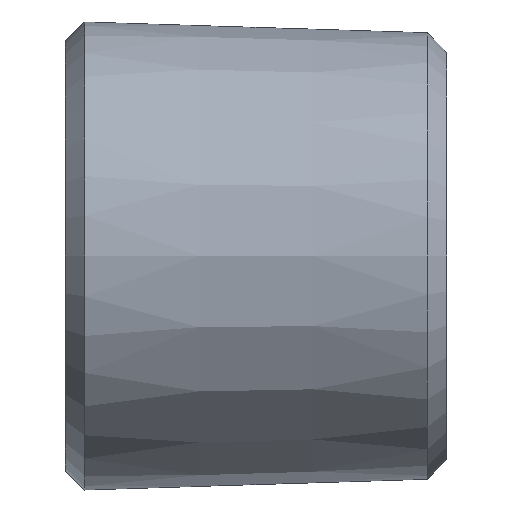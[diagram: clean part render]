
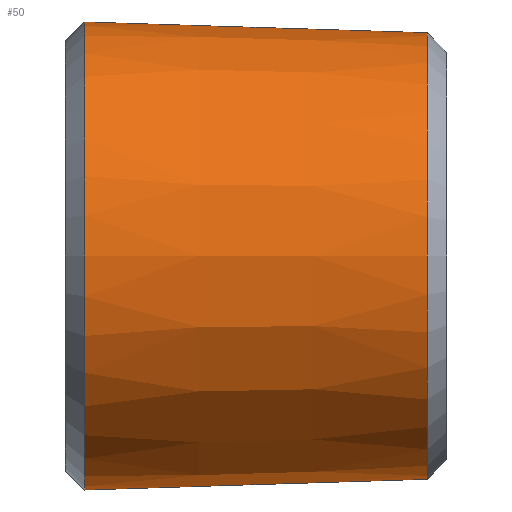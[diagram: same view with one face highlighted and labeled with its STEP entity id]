
A CAD part, front view. The second image highlights one B-rep face of the part: STEP entity #50.
In plain terms, the highlighted conical face has half-angle 1.8 degrees and reference radius 6.141 mm.
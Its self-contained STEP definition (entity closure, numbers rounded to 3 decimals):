
#50 = ADVANCED_FACE( '', ( #101, #102 ), #103, .T. );
#101 = FACE_BOUND( '', #148, .T. );
#102 = FACE_OUTER_BOUND( '', #149, .T. );
#103 = CONICAL_SURFACE( '', #150, 6.141, 0.031 );
#148 = EDGE_LOOP( '', ( #219 ) );
#149 = EDGE_LOOP( '', ( #220 ) );
#150 = AXIS2_PLACEMENT_3D( '', #221, #222, #223 );
#219 = ORIENTED_EDGE( '', *, *, #279, .F. );
#220 = ORIENTED_EDGE( '', *, *, #268, .T. );
#221 = CARTESIAN_POINT( '', ( 0.5, 0., 0. ) );
#222 = DIRECTION( '', ( -1., 0., 0. ) );
#223 = DIRECTION( '', ( 0., 0., 1. ) );
#268 = EDGE_CURVE( '', #310, #310, #311, .T. );
#279 = EDGE_CURVE( '', #328, #328, #329, .T. );
#310 = VERTEX_POINT( '', #369 );
#311 = CIRCLE( '', #370, 6.141 );
#328 = VERTEX_POINT( '', #392 );
#329 = CIRCLE( '', #393, 5.859 );
#369 = CARTESIAN_POINT( '', ( 0.5, 0., -6.141 ) );
#370 = AXIS2_PLACEMENT_3D( '', #417, #418, #419 );
#392 = CARTESIAN_POINT( '', ( 9.5, 0., -5.859 ) );
#393 = AXIS2_PLACEMENT_3D( '', #431, #432, #433 );
#417 = CARTESIAN_POINT( '', ( 0.5, 0., 0. ) );
#418 = DIRECTION( '', ( 1., 0., 0. ) );
#419 = DIRECTION( '', ( 0., 0., -1. ) );
#431 = CARTESIAN_POINT( '', ( 9.5, 0., 0. ) );
#432 = DIRECTION( '', ( 1., 0., 0. ) );
#433 = DIRECTION( '', ( 0., 0., -1. ) );
